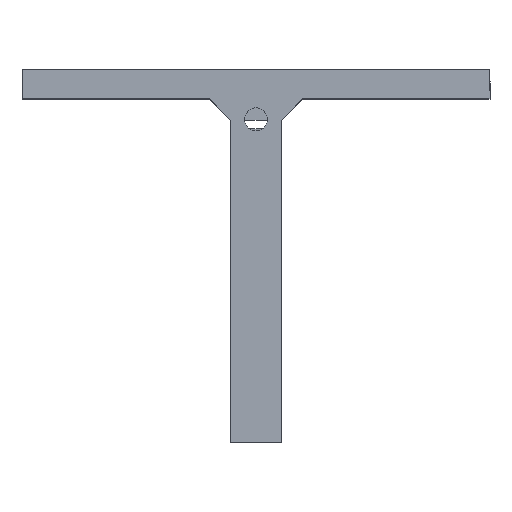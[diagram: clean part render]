
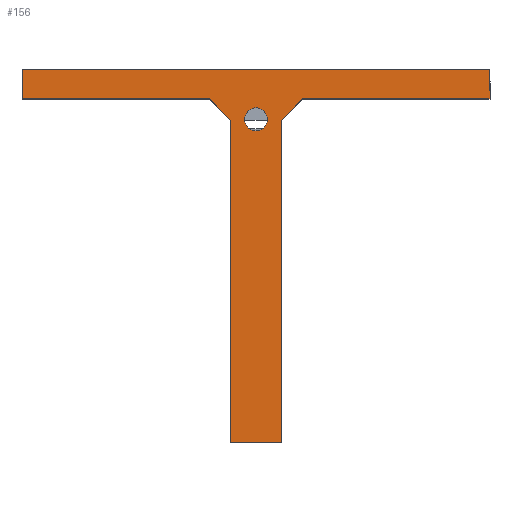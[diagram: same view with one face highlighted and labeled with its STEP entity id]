
A CAD part, top view. The second image highlights one B-rep face of the part: STEP entity #156.
In plain terms, the highlighted planar face has unit normal (0, 0, 1).
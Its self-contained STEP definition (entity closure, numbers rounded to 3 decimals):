
#1 = CARTESIAN_POINT ( 'NONE',  ( -19.94, 35.757, 4.803 ) ) ;
#6 = FACE_BOUND ( 'NONE', #84, .T. ) ;
#10 = VERTEX_POINT ( 'NONE', #505 ) ;
#25 = ORIENTED_EDGE ( 'NONE', *, *, #944, .T. ) ;
#33 = ORIENTED_EDGE ( 'NONE', *, *, #1378, .T. ) ;
#43 = CARTESIAN_POINT ( 'NONE',  ( 3.422, 33.712, 4.803 ) ) ;
#45 = CARTESIAN_POINT ( 'NONE',  ( 26.784, 38.705, 4.803 ) ) ;
#71 = CARTESIAN_POINT ( 'NONE',  ( -19.94, 38.705, 4.803 ) ) ;
#77 = VECTOR ( 'NONE', #1643, 1000. ) ;
#84 = EDGE_LOOP ( 'NONE', ( #1433, #485 ) ) ;
#88 = DIRECTION ( 'NONE',  ( 0., 1., 0. ) ) ;
#90 = LINE ( 'NONE', #621, #313 ) ;
#139 = VECTOR ( 'NONE', #1609, 1000. ) ;
#146 = VECTOR ( 'NONE', #1280, 1000. ) ;
#156 = ADVANCED_FACE ( 'NONE', ( #6, #1468 ), #1074, .T. ) ;
#161 = CARTESIAN_POINT ( 'NONE',  ( 5.922, 33.63, 4.803 ) ) ;
#171 = VERTEX_POINT ( 'NONE', #394 ) ;
#208 = CARTESIAN_POINT ( 'NONE',  ( -19.94, 35.757, 4.803 ) ) ;
#217 = CARTESIAN_POINT ( 'NONE',  ( 3.422, 33.712, 4.803 ) ) ;
#222 = VERTEX_POINT ( 'NONE', #1665 ) ;
#300 = CIRCLE ( 'NONE', #746, 1.15 ) ;
#310 = LINE ( 'NONE', #844, #752 ) ;
#311 = CARTESIAN_POINT ( 'NONE',  ( 26.784, 35.757, 4.803 ) ) ;
#313 = VECTOR ( 'NONE', #926, 1000. ) ;
#334 = EDGE_CURVE ( 'NONE', #1636, #573, #1341, .T. ) ;
#381 = VECTOR ( 'NONE', #1099, 1000. ) ;
#394 = CARTESIAN_POINT ( 'NONE',  ( 0.922, 1.456, 4.803 ) ) ;
#404 = EDGE_CURVE ( 'NONE', #781, #1410, #1194, .T. ) ;
#409 = DIRECTION ( 'NONE',  ( 0., 1., 0. ) ) ;
#471 = VERTEX_POINT ( 'NONE', #1107 ) ;
#485 = ORIENTED_EDGE ( 'NONE', *, *, #608, .F. ) ;
#489 = ORIENTED_EDGE ( 'NONE', *, *, #645, .F. ) ;
#505 = CARTESIAN_POINT ( 'NONE',  ( 8.049, 35.757, 4.803 ) ) ;
#521 = ORIENTED_EDGE ( 'NONE', *, *, #593, .T. ) ;
#523 = CARTESIAN_POINT ( 'NONE',  ( 3.422, 29.922, 4.803 ) ) ;
#547 = LINE ( 'NONE', #1599, #381 ) ;
#571 = DIRECTION ( 'NONE',  ( 1., 0., 0. ) ) ;
#573 = VERTEX_POINT ( 'NONE', #71 ) ;
#591 = DIRECTION ( 'NONE',  ( 1., 0., 0. ) ) ;
#593 = EDGE_CURVE ( 'NONE', #222, #1636, #1508, .T. ) ;
#597 = ORIENTED_EDGE ( 'NONE', *, *, #1139, .T. ) ;
#608 = EDGE_CURVE ( 'NONE', #471, #1146, #300, .T. ) ;
#621 = CARTESIAN_POINT ( 'NONE',  ( -19.94, 38.705, 4.803 ) ) ;
#628 = ORIENTED_EDGE ( 'NONE', *, *, #1209, .T. ) ;
#645 = EDGE_CURVE ( 'NONE', #781, #171, #1550, .T. ) ;
#665 = CARTESIAN_POINT ( 'NONE',  ( 26.784, 38.705, 4.803 ) ) ;
#674 = DIRECTION ( 'NONE',  ( 0., 1., 0. ) ) ;
#697 = DIRECTION ( 'NONE',  ( 0.707, 0.707, 0. ) ) ;
#746 = AXIS2_PLACEMENT_3D ( 'NONE', #217, #1141, #88 ) ;
#752 = VECTOR ( 'NONE', #697, 1000. ) ;
#770 = VECTOR ( 'NONE', #571, 1000. ) ;
#771 = VERTEX_POINT ( 'NONE', #1 ) ;
#781 = VERTEX_POINT ( 'NONE', #1574 ) ;
#844 = CARTESIAN_POINT ( 'NONE',  ( 8.049, 35.757, 4.803 ) ) ;
#885 = VECTOR ( 'NONE', #409, 1000. ) ;
#915 = EDGE_LOOP ( 'NONE', ( #489, #1395, #33, #597, #521, #1512, #25, #628, #1101, #1248 ) ) ;
#926 = DIRECTION ( 'NONE',  ( 0., -1., 0. ) ) ;
#944 = EDGE_CURVE ( 'NONE', #573, #771, #90, .T. ) ;
#964 = LINE ( 'NONE', #1497, #139 ) ;
#974 = LINE ( 'NONE', #311, #770 ) ;
#1002 = LINE ( 'NONE', #208, #1033 ) ;
#1026 = AXIS2_PLACEMENT_3D ( 'NONE', #523, #1058, #674 ) ;
#1033 = VECTOR ( 'NONE', #591, 1000. ) ;
#1058 = DIRECTION ( 'NONE',  ( 0., 0., 1. ) ) ;
#1074 = PLANE ( 'NONE',  #1026 ) ;
#1082 = CARTESIAN_POINT ( 'NONE',  ( 0.922, 33.63, 4.803 ) ) ;
#1099 = DIRECTION ( 'NONE',  ( 0.707, -0.707, 0. ) ) ;
#1101 = ORIENTED_EDGE ( 'NONE', *, *, #1199, .T. ) ;
#1107 = CARTESIAN_POINT ( 'NONE',  ( 3.422, 32.562, 4.803 ) ) ;
#1114 = CARTESIAN_POINT ( 'NONE',  ( 5.922, 33.63, 4.803 ) ) ;
#1138 = VERTEX_POINT ( 'NONE', #1082 ) ;
#1139 = EDGE_CURVE ( 'NONE', #10, #222, #974, .T. ) ;
#1141 = DIRECTION ( 'NONE',  ( 0., 0., 1. ) ) ;
#1146 = VERTEX_POINT ( 'NONE', #1360 ) ;
#1164 = VERTEX_POINT ( 'NONE', #1236 ) ;
#1194 = LINE ( 'NONE', #161, #885 ) ;
#1199 = EDGE_CURVE ( 'NONE', #1164, #1138, #547, .T. ) ;
#1209 = EDGE_CURVE ( 'NONE', #771, #1164, #1002, .T. ) ;
#1217 = CARTESIAN_POINT ( 'NONE',  ( 26.784, 38.705, 4.803 ) ) ;
#1228 = DIRECTION ( 'NONE',  ( 0., 0., 1. ) ) ;
#1236 = CARTESIAN_POINT ( 'NONE',  ( -1.205, 35.757, 4.803 ) ) ;
#1248 = ORIENTED_EDGE ( 'NONE', *, *, #1362, .T. ) ;
#1279 = CIRCLE ( 'NONE', #1336, 1.15 ) ;
#1280 = DIRECTION ( 'NONE',  ( -1., 0., 0. ) ) ;
#1295 = EDGE_CURVE ( 'NONE', #1146, #471, #1279, .T. ) ;
#1303 = CARTESIAN_POINT ( 'NONE',  ( 3.422, 1.456, 4.803 ) ) ;
#1336 = AXIS2_PLACEMENT_3D ( 'NONE', #43, #1228, #1475 ) ;
#1341 = LINE ( 'NONE', #665, #1411 ) ;
#1360 = CARTESIAN_POINT ( 'NONE',  ( 3.422, 34.862, 4.803 ) ) ;
#1362 = EDGE_CURVE ( 'NONE', #1138, #171, #964, .T. ) ;
#1378 = EDGE_CURVE ( 'NONE', #1410, #10, #310, .T. ) ;
#1395 = ORIENTED_EDGE ( 'NONE', *, *, #404, .T. ) ;
#1410 = VERTEX_POINT ( 'NONE', #1114 ) ;
#1411 = VECTOR ( 'NONE', #1486, 1000. ) ;
#1433 = ORIENTED_EDGE ( 'NONE', *, *, #1295, .F. ) ;
#1468 = FACE_OUTER_BOUND ( 'NONE', #915, .T. ) ;
#1475 = DIRECTION ( 'NONE',  ( 0., 1., 0. ) ) ;
#1486 = DIRECTION ( 'NONE',  ( -1., 0., 0. ) ) ;
#1497 = CARTESIAN_POINT ( 'NONE',  ( 0.922, 33.63, 4.803 ) ) ;
#1508 = LINE ( 'NONE', #45, #77 ) ;
#1512 = ORIENTED_EDGE ( 'NONE', *, *, #334, .T. ) ;
#1550 = LINE ( 'NONE', #1303, #146 ) ;
#1574 = CARTESIAN_POINT ( 'NONE',  ( 5.922, 1.456, 4.803 ) ) ;
#1599 = CARTESIAN_POINT ( 'NONE',  ( -1.205, 35.757, 4.803 ) ) ;
#1609 = DIRECTION ( 'NONE',  ( 0., -1., 0. ) ) ;
#1636 = VERTEX_POINT ( 'NONE', #1217 ) ;
#1643 = DIRECTION ( 'NONE',  ( 0., 1., 0. ) ) ;
#1665 = CARTESIAN_POINT ( 'NONE',  ( 26.784, 35.757, 4.803 ) ) ;
